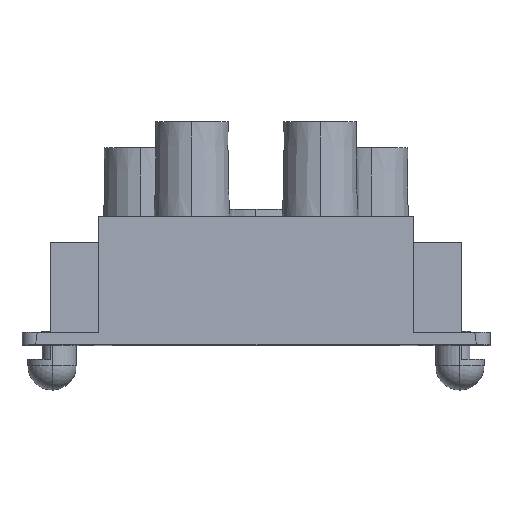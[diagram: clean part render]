
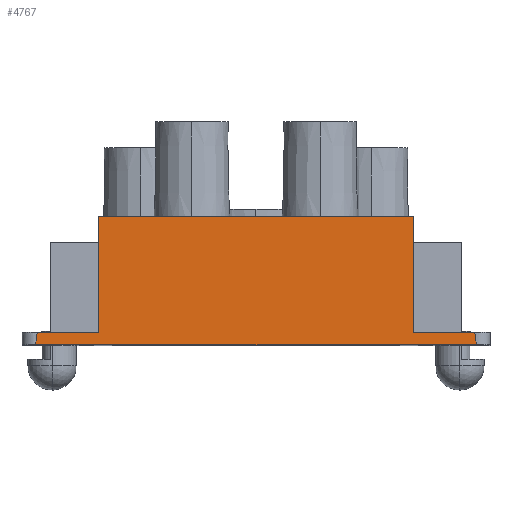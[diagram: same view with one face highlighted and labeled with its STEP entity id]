
A CAD part, top view. The second image highlights one B-rep face of the part: STEP entity #4767.
In plain terms, the highlighted planar face has unit normal (0, 0.018, 1).
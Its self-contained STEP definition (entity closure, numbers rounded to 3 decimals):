
#353 = VECTOR ( 'NONE', #6194, 1000. ) ;
#416 = CARTESIAN_POINT ( 'NONE',  ( 17.188, 0., 13.75 ) ) ;
#579 = VERTEX_POINT ( 'NONE', #1147 ) ;
#603 = LINE ( 'NONE', #7309, #8256 ) ;
#703 = ORIENTED_EDGE ( 'NONE', *, *, #5591, .T. ) ;
#759 = FACE_OUTER_BOUND ( 'NONE', #4548, .T. ) ;
#787 = DIRECTION ( 'NONE',  ( 1., 0., 0. ) ) ;
#842 = ORIENTED_EDGE ( 'NONE', *, *, #1833, .T. ) ;
#1119 = CARTESIAN_POINT ( 'NONE',  ( 12.25, 10., 13.575 ) ) ;
#1147 = CARTESIAN_POINT ( 'NONE',  ( -17.25, 0., 13.75 ) ) ;
#1198 = VERTEX_POINT ( 'NONE', #5686 ) ;
#1213 = ORIENTED_EDGE ( 'NONE', *, *, #4781, .F. ) ;
#1636 = CARTESIAN_POINT ( 'NONE',  ( -17.25, 0., 13.75 ) ) ;
#1833 = EDGE_CURVE ( 'NONE', #8991, #579, #2805, .T. ) ;
#1850 = CARTESIAN_POINT ( 'NONE',  ( -17.25, 1., 13.733 ) ) ;
#1852 = LINE ( 'NONE', #6963, #353 ) ;
#1895 = VERTEX_POINT ( 'NONE', #4445 ) ;
#2134 = VERTEX_POINT ( 'NONE', #9187 ) ;
#2383 = VERTEX_POINT ( 'NONE', #1119 ) ;
#2440 = VECTOR ( 'NONE', #7257, 1000. ) ;
#2764 = CARTESIAN_POINT ( 'NONE',  ( -17.125, 0.334, 13.744 ) ) ;
#2805 =( BOUNDED_CURVE ( )  B_SPLINE_CURVE ( 3, ( #6020, #2764, #5376, #4496 ),
 .UNSPECIFIED., .F., .T. ) 
 B_SPLINE_CURVE_WITH_KNOTS ( ( 4, 4 ),
 ( 6.096, 6.283 ),
 .UNSPECIFIED. ) 
 CURVE ( )  GEOMETRIC_REPRESENTATION_ITEM ( )  RATIONAL_B_SPLINE_CURVE ( ( 1., 0.997, 0.997, 1. ) ) 
 REPRESENTATION_ITEM ( '' )  );
#3067 = CARTESIAN_POINT ( 'NONE',  ( -12.25, 1., 13.733 ) ) ;
#3282 = VECTOR ( 'NONE', #8047, 1000. ) ;
#3530 = DIRECTION ( 'NONE',  ( 1., 0., 0. ) ) ;
#3870 = CARTESIAN_POINT ( 'NONE',  ( 17.064, 1., 13.733 ) ) ;
#4221 = ORIENTED_EDGE ( 'NONE', *, *, #9721, .F. ) ;
#4265 = VECTOR ( 'NONE', #787, 1000. ) ;
#4445 = CARTESIAN_POINT ( 'NONE',  ( -12.25, 10., 13.575 ) ) ;
#4496 = CARTESIAN_POINT ( 'NONE',  ( -17.25, 0., 13.75 ) ) ;
#4503 = LINE ( 'NONE', #1850, #9243 ) ;
#4548 = EDGE_LOOP ( 'NONE', ( #7371, #5926, #4221, #8899, #1213, #703, #5165, #842 ) ) ;
#4688 = DIRECTION ( 'NONE',  ( 0., -1., 0.017 ) ) ;
#4733 = CARTESIAN_POINT ( 'NONE',  ( 17.125, 0.334, 13.744 ) ) ;
#4767 = ADVANCED_FACE ( 'NONE', ( #759 ), #8328, .T. ) ;
#4781 = EDGE_CURVE ( 'NONE', #1895, #2383, #10791, .T. ) ;
#4799 = CARTESIAN_POINT ( 'NONE',  ( 0., 10., 13.575 ) ) ;
#4878 = CARTESIAN_POINT ( 'NONE',  ( -12.25, 0., 13.75 ) ) ;
#4931 = LINE ( 'NONE', #5795, #4265 ) ;
#5165 = ORIENTED_EDGE ( 'NONE', *, *, #8843, .F. ) ;
#5376 = CARTESIAN_POINT ( 'NONE',  ( -17.188, 0., 13.75 ) ) ;
#5591 = EDGE_CURVE ( 'NONE', #1895, #8829, #9736, .T. ) ;
#5635 = CARTESIAN_POINT ( 'NONE',  ( 12.25, 1., 13.733 ) ) ;
#5686 = CARTESIAN_POINT ( 'NONE',  ( 17.25, 0., 13.75 ) ) ;
#5795 = CARTESIAN_POINT ( 'NONE',  ( -17.25, 0., 13.75 ) ) ;
#5926 = ORIENTED_EDGE ( 'NONE', *, *, #9036, .F. ) ;
#6020 = CARTESIAN_POINT ( 'NONE',  ( -17.064, 1., 13.733 ) ) ;
#6194 = DIRECTION ( 'NONE',  ( 1., 0., 0. ) ) ;
#6746 =( BOUNDED_CURVE ( )  B_SPLINE_CURVE ( 3, ( #3870, #4733, #416, #9748 ),
 .UNSPECIFIED., .F., .T. ) 
 B_SPLINE_CURVE_WITH_KNOTS ( ( 4, 4 ),
 ( 6.096, 6.283 ),
 .UNSPECIFIED. ) 
 CURVE ( )  GEOMETRIC_REPRESENTATION_ITEM ( )  RATIONAL_B_SPLINE_CURVE ( ( 1., 0.997, 0.997, 1. ) ) 
 REPRESENTATION_ITEM ( '' )  );
#6758 = EDGE_CURVE ( 'NONE', #579, #1198, #4931, .T. ) ;
#6963 = CARTESIAN_POINT ( 'NONE',  ( -17.25, 1., 13.733 ) ) ;
#7257 = DIRECTION ( 'NONE',  ( 1., 0., 0. ) ) ;
#7309 = CARTESIAN_POINT ( 'NONE',  ( 12.25, 9.997, 13.576 ) ) ;
#7361 = DIRECTION ( 'NONE',  ( 0., 0.017, 1. ) ) ;
#7371 = ORIENTED_EDGE ( 'NONE', *, *, #6758, .T. ) ;
#7462 = EDGE_CURVE ( 'NONE', #2383, #8660, #603, .T. ) ;
#8003 = CARTESIAN_POINT ( 'NONE',  ( -17.064, 1., 13.733 ) ) ;
#8012 = AXIS2_PLACEMENT_3D ( 'NONE', #1636, #7361, #10689 ) ;
#8047 = DIRECTION ( 'NONE',  ( 0., -1., 0.017 ) ) ;
#8256 = VECTOR ( 'NONE', #4688, 1000. ) ;
#8328 = PLANE ( 'NONE',  #8012 ) ;
#8660 = VERTEX_POINT ( 'NONE', #5635 ) ;
#8829 = VERTEX_POINT ( 'NONE', #3067 ) ;
#8843 = EDGE_CURVE ( 'NONE', #8991, #8829, #1852, .T. ) ;
#8899 = ORIENTED_EDGE ( 'NONE', *, *, #7462, .F. ) ;
#8991 = VERTEX_POINT ( 'NONE', #8003 ) ;
#9036 = EDGE_CURVE ( 'NONE', #2134, #1198, #6746, .T. ) ;
#9187 = CARTESIAN_POINT ( 'NONE',  ( 17.064, 1., 13.733 ) ) ;
#9243 = VECTOR ( 'NONE', #3530, 1000. ) ;
#9721 = EDGE_CURVE ( 'NONE', #8660, #2134, #4503, .T. ) ;
#9736 = LINE ( 'NONE', #4878, #3282 ) ;
#9748 = CARTESIAN_POINT ( 'NONE',  ( 17.25, 0., 13.75 ) ) ;
#10689 = DIRECTION ( 'NONE',  ( 0., -1., 0.017 ) ) ;
#10791 = LINE ( 'NONE', #4799, #2440 ) ;
